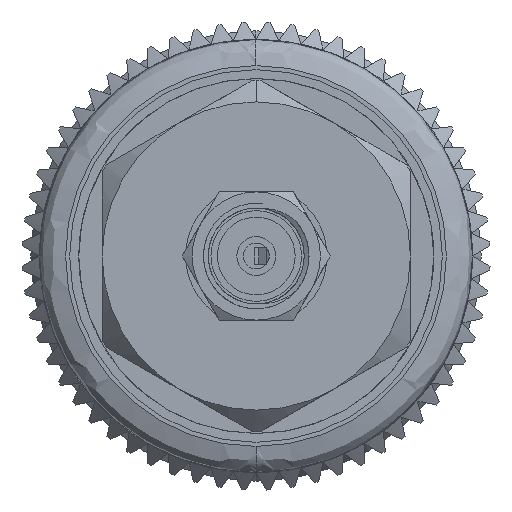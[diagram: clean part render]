
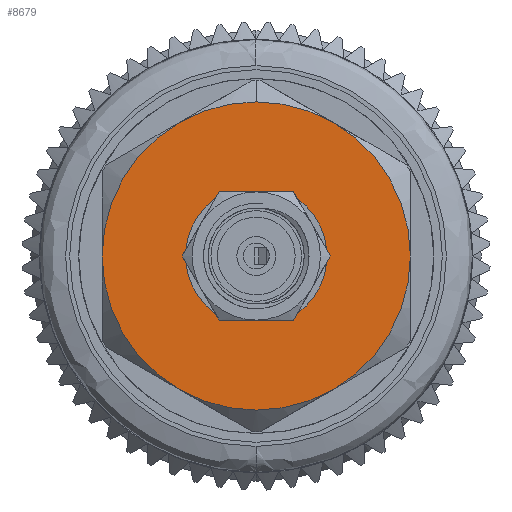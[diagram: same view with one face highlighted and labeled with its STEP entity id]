
A CAD part, left-side view. The second image highlights one B-rep face of the part: STEP entity #8679.
In plain terms, the highlighted face is planar.
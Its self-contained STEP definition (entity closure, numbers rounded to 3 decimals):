
#148 = CARTESIAN_POINT ( 'NONE',  ( 34.447, 2.373, 4.124 ) ) ;
#367 = EDGE_CURVE ( 'NONE', #6551, #7149, #11971, .T. ) ;
#640 = CARTESIAN_POINT ( 'NONE',  ( 34.447, -4.771, 0. ) ) ;
#795 = AXIS2_PLACEMENT_3D ( 'NONE', #2151, #13797, #13609 ) ;
#835 = EDGE_CURVE ( 'NONE', #7149, #12447, #6104, .T. ) ;
#1075 = CARTESIAN_POINT ( 'NONE',  ( 34.447, -0.009, 0. ) ) ;
#1483 = AXIS2_PLACEMENT_3D ( 'NONE', #6153, #9105, #11925 ) ;
#1584 = EDGE_CURVE ( 'NONE', #9707, #15927, #13070, .T. ) ;
#1613 = DIRECTION ( 'NONE',  ( -1., 0., 0. ) ) ;
#2151 = CARTESIAN_POINT ( 'NONE',  ( 34.447, -0.009, 0. ) ) ;
#2553 = DIRECTION ( 'NONE',  ( 0., 0., -1. ) ) ;
#2687 = DIRECTION ( 'NONE',  ( 1., 0., 0. ) ) ;
#3169 = ORIENTED_EDGE ( 'NONE', *, *, #835, .T. ) ;
#3247 = AXIS2_PLACEMENT_3D ( 'NONE', #8688, #15857, #10074 ) ;
#3362 = ORIENTED_EDGE ( 'NONE', *, *, #4194, .T. ) ;
#3728 = DIRECTION ( 'NONE',  ( 0., 0., -1. ) ) ;
#4194 = EDGE_CURVE ( 'NONE', #15927, #9707, #12220, .T. ) ;
#4808 = CARTESIAN_POINT ( 'NONE',  ( 34.447, -0.009, -4.763 ) ) ;
#4931 = DIRECTION ( 'NONE',  ( 1., 0., 0. ) ) ;
#4961 = ORIENTED_EDGE ( 'NONE', *, *, #8515, .T. ) ;
#5224 = CARTESIAN_POINT ( 'NONE',  ( 34.447, -0.009, 0. ) ) ;
#5333 = ORIENTED_EDGE ( 'NONE', *, *, #11452, .T. ) ;
#5670 = VERTEX_POINT ( 'NONE', #640 ) ;
#5705 = AXIS2_PLACEMENT_3D ( 'NONE', #9849, #2687, #15645 ) ;
#6099 = ORIENTED_EDGE ( 'NONE', *, *, #17752, .T. ) ;
#6104 = CIRCLE ( 'NONE', #14261, 4.763 ) ;
#6153 = CARTESIAN_POINT ( 'NONE',  ( 34.447, 5.422, 0. ) ) ;
#6300 = ORIENTED_EDGE ( 'NONE', *, *, #9525, .T. ) ;
#6410 = DIRECTION ( 'NONE',  ( 0., 0., -1. ) ) ;
#6551 = VERTEX_POINT ( 'NONE', #13466 ) ;
#6588 = CARTESIAN_POINT ( 'NONE',  ( 34.447, -0.009, 0. ) ) ;
#6834 = CARTESIAN_POINT ( 'NONE',  ( 34.447, -0.009, -1.6 ) ) ;
#6999 = EDGE_LOOP ( 'NONE', ( #3362, #11453 ) ) ;
#7038 = VERTEX_POINT ( 'NONE', #148 ) ;
#7149 = VERTEX_POINT ( 'NONE', #4808 ) ;
#7534 = DIRECTION ( 'NONE',  ( 0., 0., 1. ) ) ;
#7577 = CIRCLE ( 'NONE', #15495, 4.763 ) ;
#7773 = CARTESIAN_POINT ( 'NONE',  ( 34.447, -0.009, 0. ) ) ;
#7923 = DIRECTION ( 'NONE',  ( 0., 0., -1. ) ) ;
#8273 = CIRCLE ( 'NONE', #5705, 4.763 ) ;
#8453 = AXIS2_PLACEMENT_3D ( 'NONE', #1075, #17003, #2553 ) ;
#8515 = EDGE_CURVE ( 'NONE', #12447, #9171, #8273, .T. ) ;
#8679 = ADVANCED_FACE ( 'NONE', ( #14581, #9405 ), #16268, .T. ) ;
#8688 = CARTESIAN_POINT ( 'NONE',  ( 34.447, -0.009, 0. ) ) ;
#9091 = CIRCLE ( 'NONE', #3247, 4.763 ) ;
#9105 = DIRECTION ( 'NONE',  ( 1., 0., 0. ) ) ;
#9171 = VERTEX_POINT ( 'NONE', #17573 ) ;
#9405 = FACE_OUTER_BOUND ( 'NONE', #9932, .T. ) ;
#9525 = EDGE_CURVE ( 'NONE', #5670, #6551, #7577, .T. ) ;
#9572 = CARTESIAN_POINT ( 'NONE',  ( 34.447, 2.373, -4.124 ) ) ;
#9579 = DIRECTION ( 'NONE',  ( 1., 0., 0. ) ) ;
#9707 = VERTEX_POINT ( 'NONE', #6834 ) ;
#9849 = CARTESIAN_POINT ( 'NONE',  ( 34.447, -0.009, 0. ) ) ;
#9932 = EDGE_LOOP ( 'NONE', ( #12986, #3169, #4961, #6099, #5333, #10603, #6300 ) ) ;
#10074 = DIRECTION ( 'NONE',  ( 0., 0., -1. ) ) ;
#10603 = ORIENTED_EDGE ( 'NONE', *, *, #11124, .T. ) ;
#10720 = DIRECTION ( 'NONE',  ( 1., 0., 0. ) ) ;
#10952 = DIRECTION ( 'NONE',  ( 0., 0., -1. ) ) ;
#11124 = EDGE_CURVE ( 'NONE', #11295, #5670, #11328, .T. ) ;
#11295 = VERTEX_POINT ( 'NONE', #16931 ) ;
#11328 = CIRCLE ( 'NONE', #12996, 4.763 ) ;
#11452 = EDGE_CURVE ( 'NONE', #7038, #11295, #9091, .T. ) ;
#11453 = ORIENTED_EDGE ( 'NONE', *, *, #1584, .T. ) ;
#11925 = DIRECTION ( 'NONE',  ( 0., 0., -1. ) ) ;
#11971 = CIRCLE ( 'NONE', #8453, 4.763 ) ;
#12220 = CIRCLE ( 'NONE', #16278, 1.6 ) ;
#12447 = VERTEX_POINT ( 'NONE', #9572 ) ;
#12931 = CIRCLE ( 'NONE', #17155, 4.763 ) ;
#12986 = ORIENTED_EDGE ( 'NONE', *, *, #367, .T. ) ;
#12996 = AXIS2_PLACEMENT_3D ( 'NONE', #5224, #10720, #3728 ) ;
#13070 = CIRCLE ( 'NONE', #795, 1.6 ) ;
#13143 = CARTESIAN_POINT ( 'NONE',  ( 34.447, -0.009, 0. ) ) ;
#13466 = CARTESIAN_POINT ( 'NONE',  ( 34.447, -2.39, -4.124 ) ) ;
#13609 = DIRECTION ( 'NONE',  ( 0., 0., 1. ) ) ;
#13797 = DIRECTION ( 'NONE',  ( -1., 0., 0. ) ) ;
#14261 = AXIS2_PLACEMENT_3D ( 'NONE', #6588, #9579, #10952 ) ;
#14581 = FACE_BOUND ( 'NONE', #6999, .T. ) ;
#15286 = CARTESIAN_POINT ( 'NONE',  ( 34.447, -0.009, 1.6 ) ) ;
#15495 = AXIS2_PLACEMENT_3D ( 'NONE', #7773, #4931, #6410 ) ;
#15645 = DIRECTION ( 'NONE',  ( 0., 0., -1. ) ) ;
#15857 = DIRECTION ( 'NONE',  ( 1., 0., 0. ) ) ;
#15927 = VERTEX_POINT ( 'NONE', #15286 ) ;
#16268 = PLANE ( 'NONE',  #1483 ) ;
#16278 = AXIS2_PLACEMENT_3D ( 'NONE', #13143, #1613, #7534 ) ;
#16931 = CARTESIAN_POINT ( 'NONE',  ( 34.447, -2.39, 4.124 ) ) ;
#17003 = DIRECTION ( 'NONE',  ( 1., 0., 0. ) ) ;
#17155 = AXIS2_PLACEMENT_3D ( 'NONE', #18124, #18059, #7923 ) ;
#17573 = CARTESIAN_POINT ( 'NONE',  ( 34.447, 4.754, 0. ) ) ;
#17752 = EDGE_CURVE ( 'NONE', #9171, #7038, #12931, .T. ) ;
#18059 = DIRECTION ( 'NONE',  ( 1., 0., 0. ) ) ;
#18124 = CARTESIAN_POINT ( 'NONE',  ( 34.447, -0.009, 0. ) ) ;
